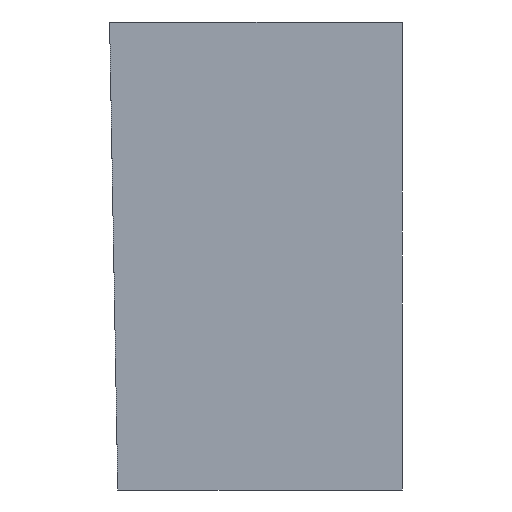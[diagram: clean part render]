
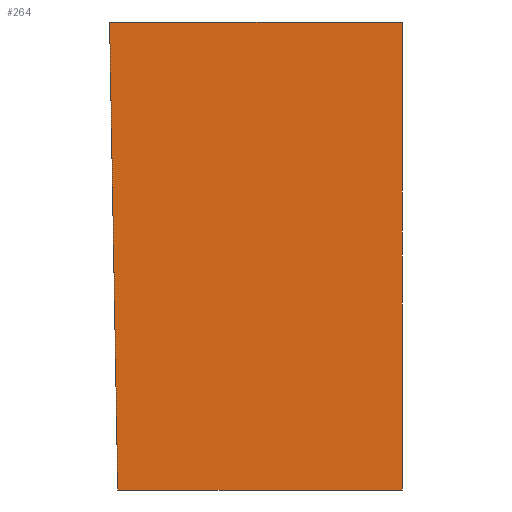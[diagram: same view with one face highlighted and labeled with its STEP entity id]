
A CAD part, left-side view. The second image highlights one B-rep face of the part: STEP entity #264.
In plain terms, the highlighted planar face has unit normal (-1, 0, 0).
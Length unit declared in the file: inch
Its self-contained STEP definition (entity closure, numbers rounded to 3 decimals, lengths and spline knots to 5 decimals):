
#2 = CARTESIAN_POINT ( 'NONE',  ( -0.785, 0.872, -0.80222 ) ) ;
#3 = DIRECTION ( 'NONE',  ( 0., 0.017, 1. ) ) ;
#7 = CARTESIAN_POINT ( 'NONE',  ( -0.785, 0.3937, -2.40561 ) ) ;
#8 = DIRECTION ( 'NONE',  ( 0., 0., 1. ) ) ;
#26 = CARTESIAN_POINT ( 'NONE',  ( -0.785, 0., 0. ) ) ;
#27 = DIRECTION ( 'NONE',  ( 0., -1., 0. ) ) ;
#54 = CARTESIAN_POINT ( 'NONE',  ( -0.785, 0.886, 0. ) ) ;
#56 = CARTESIAN_POINT ( 'NONE',  ( -0.785, 0.87226, -0.787 ) ) ;
#60 = CARTESIAN_POINT ( 'NONE',  ( -0.785, 0.3937, 0. ) ) ;
#66 = CARTESIAN_POINT ( 'NONE',  ( -0.785, 0.3937, -0.787 ) ) ;
#95 = FACE_OUTER_BOUND ( 'NONE', #239, .T. ) ;
#96 = LINE ( 'NONE', #7, #116 ) ;
#104 = VECTOR ( 'NONE', #369, 39.37008 ) ;
#105 = VECTOR ( 'NONE', #3, 39.37008 ) ;
#116 = VECTOR ( 'NONE', #8, 39.37008 ) ;
#142 = LINE ( 'NONE', #358, #104 ) ;
#148 = VECTOR ( 'NONE', #27, 39.37008 ) ;
#158 = LINE ( 'NONE', #26, #148 ) ;
#161 = LINE ( 'NONE', #2, #105 ) ;
#219 = ORIENTED_EDGE ( 'NONE', *, *, #302, .F. ) ;
#225 = ORIENTED_EDGE ( 'NONE', *, *, #287, .T. ) ;
#228 = ORIENTED_EDGE ( 'NONE', *, *, #291, .T. ) ;
#238 = ORIENTED_EDGE ( 'NONE', *, *, #289, .F. ) ;
#239 = EDGE_LOOP ( 'NONE', ( #228, #219, #238, #225 ) ) ;
#264 = ADVANCED_FACE ( 'NONE', ( #95 ), #349, .T. ) ;
#278 = AXIS2_PLACEMENT_3D ( 'NONE', #388, #370, #365 ) ;
#287 = EDGE_CURVE ( 'NONE', #353, #386, #142, .T. ) ;
#289 = EDGE_CURVE ( 'NONE', #353, #344, #161, .T. ) ;
#291 = EDGE_CURVE ( 'NONE', #386, #380, #96, .T. ) ;
#302 = EDGE_CURVE ( 'NONE', #344, #380, #158, .T. ) ;
#344 = VERTEX_POINT ( 'NONE', #54 ) ;
#349 = PLANE ( 'NONE',  #278 ) ;
#353 = VERTEX_POINT ( 'NONE', #56 ) ;
#358 = CARTESIAN_POINT ( 'NONE',  ( -0.785, 0., -0.787 ) ) ;
#365 = DIRECTION ( 'NONE',  ( 0., 0., 1. ) ) ;
#369 = DIRECTION ( 'NONE',  ( 0., -1., 0. ) ) ;
#370 = DIRECTION ( 'NONE',  ( -1., 0., 0. ) ) ;
#380 = VERTEX_POINT ( 'NONE', #60 ) ;
#386 = VERTEX_POINT ( 'NONE', #66 ) ;
#388 = CARTESIAN_POINT ( 'NONE',  ( -0.785, 0., -0.787 ) ) ;
